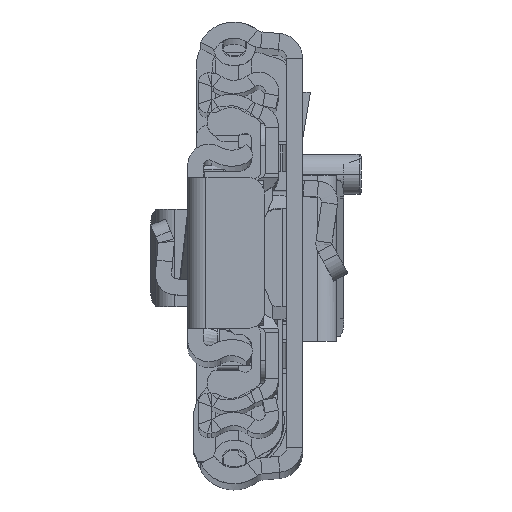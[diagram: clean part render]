
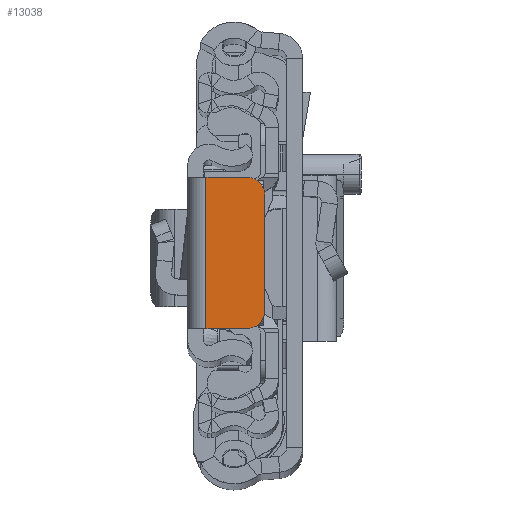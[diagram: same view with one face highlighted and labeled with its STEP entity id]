
A CAD part, top view. The second image highlights one B-rep face of the part: STEP entity #13038.
In plain terms, the highlighted planar face has unit normal (0, 0, 1).
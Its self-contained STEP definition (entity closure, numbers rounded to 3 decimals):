
#316 = ORIENTED_EDGE ( 'NONE', *, *, #8727, .F. ) ;
#580 = DIRECTION ( 'NONE',  ( -1., 0., 0. ) ) ;
#675 = VECTOR ( 'NONE', #856, 1000. ) ;
#747 = CARTESIAN_POINT ( 'NONE',  ( -6.65, 8.5, 0. ) ) ;
#856 = DIRECTION ( 'NONE',  ( 0., -1., 0. ) ) ;
#1509 = DIRECTION ( 'NONE',  ( 1., 0., 0. ) ) ;
#2607 = DIRECTION ( 'NONE',  ( 0., 0., 1. ) ) ;
#3416 = LINE ( 'NONE', #20112, #675 ) ;
#5381 = CARTESIAN_POINT ( 'NONE',  ( -8.65, -6.5, 0. ) ) ;
#6788 = EDGE_CURVE ( 'NONE', #41842, #34839, #23342, .T. ) ;
#6899 = FACE_OUTER_BOUND ( 'NONE', #32102, .T. ) ;
#8240 = LINE ( 'NONE', #21152, #15947 ) ;
#8727 = EDGE_CURVE ( 'NONE', #13901, #28836, #3416, .T. ) ;
#9086 = DIRECTION ( 'NONE',  ( 0., 0., 1. ) ) ;
#9293 = AXIS2_PLACEMENT_3D ( 'NONE', #17076, #29563, #580 ) ;
#9536 = DIRECTION ( 'NONE',  ( -1., 0., 0. ) ) ;
#11680 = DIRECTION ( 'NONE',  ( -1., 0., 0. ) ) ;
#11694 = CARTESIAN_POINT ( 'NONE',  ( -8.65, 6.5, 0. ) ) ;
#12523 = VECTOR ( 'NONE', #1509, 1000. ) ;
#12797 = VECTOR ( 'NONE', #40226, 1000. ) ;
#13038 = ADVANCED_FACE ( 'NONE', ( #6899 ), #32949, .F. ) ;
#13901 = VERTEX_POINT ( 'NONE', #22044 ) ;
#15239 = CARTESIAN_POINT ( 'NONE',  ( -6.65, -6.5, 0. ) ) ;
#15947 = VECTOR ( 'NONE', #34059, 1000. ) ;
#17076 = CARTESIAN_POINT ( 'NONE',  ( 0., 0., 0. ) ) ;
#18134 = ORIENTED_EDGE ( 'NONE', *, *, #25111, .T. ) ;
#20112 = CARTESIAN_POINT ( 'NONE',  ( -2.05, -8.5, 0. ) ) ;
#20551 = CARTESIAN_POINT ( 'NONE',  ( 0., -8.5, 0. ) ) ;
#20968 = ORIENTED_EDGE ( 'NONE', *, *, #25875, .T. ) ;
#21152 = CARTESIAN_POINT ( 'NONE',  ( 0., 8.5, 0. ) ) ;
#21441 = AXIS2_PLACEMENT_3D ( 'NONE', #15239, #9086, #9536 ) ;
#22040 = VERTEX_POINT ( 'NONE', #26445 ) ;
#22044 = CARTESIAN_POINT ( 'NONE',  ( -2.05, 8.5, 0. ) ) ;
#23342 = LINE ( 'NONE', #29901, #12797 ) ;
#23483 = VERTEX_POINT ( 'NONE', #747 ) ;
#23762 = LINE ( 'NONE', #20551, #12523 ) ;
#23813 = ORIENTED_EDGE ( 'NONE', *, *, #6788, .T. ) ;
#24195 = CARTESIAN_POINT ( 'NONE',  ( -6.65, 6.5, 0. ) ) ;
#24699 = CIRCLE ( 'NONE', #32813, 2. ) ;
#24844 = CIRCLE ( 'NONE', #21441, 2. ) ;
#25111 = EDGE_CURVE ( 'NONE', #22040, #28836, #23762, .T. ) ;
#25484 = EDGE_CURVE ( 'NONE', #23483, #41842, #24699, .T. ) ;
#25875 = EDGE_CURVE ( 'NONE', #13901, #23483, #8240, .T. ) ;
#26080 = ORIENTED_EDGE ( 'NONE', *, *, #38466, .T. ) ;
#26445 = CARTESIAN_POINT ( 'NONE',  ( -6.65, -8.5, 0. ) ) ;
#28836 = VERTEX_POINT ( 'NONE', #38379 ) ;
#29563 = DIRECTION ( 'NONE',  ( 0., 0., -1. ) ) ;
#29901 = CARTESIAN_POINT ( 'NONE',  ( -8.65, 0., 0. ) ) ;
#30268 = ORIENTED_EDGE ( 'NONE', *, *, #25484, .T. ) ;
#32102 = EDGE_LOOP ( 'NONE', ( #23813, #26080, #18134, #316, #20968, #30268 ) ) ;
#32813 = AXIS2_PLACEMENT_3D ( 'NONE', #24195, #2607, #11680 ) ;
#32949 = PLANE ( 'NONE',  #9293 ) ;
#34059 = DIRECTION ( 'NONE',  ( -1., 0., 0. ) ) ;
#34839 = VERTEX_POINT ( 'NONE', #5381 ) ;
#38379 = CARTESIAN_POINT ( 'NONE',  ( -2.05, -8.5, 0. ) ) ;
#38466 = EDGE_CURVE ( 'NONE', #34839, #22040, #24844, .T. ) ;
#40226 = DIRECTION ( 'NONE',  ( 0., -1., 0. ) ) ;
#41842 = VERTEX_POINT ( 'NONE', #11694 ) ;
